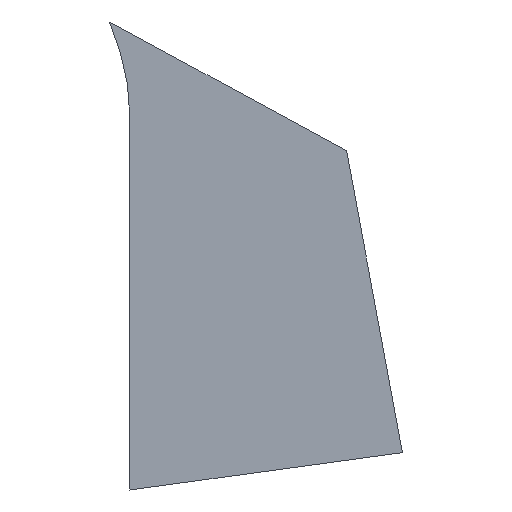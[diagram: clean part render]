
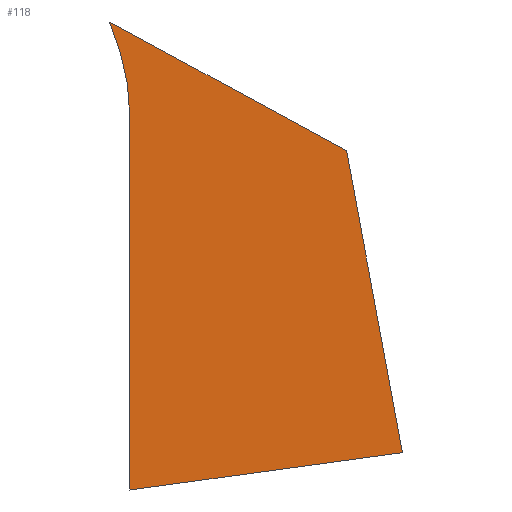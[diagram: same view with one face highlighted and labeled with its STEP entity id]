
A CAD part, left-side view. The second image highlights one B-rep face of the part: STEP entity #118.
In plain terms, the highlighted planar face has unit normal (-1, 0, 0).
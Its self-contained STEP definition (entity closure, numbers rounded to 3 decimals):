
#1=DIRECTION('',(0.,-0.879,-0.477));
#2=VECTOR('',#1,80.219);
#3=CARTESIAN_POINT('',(-1.5,-83.983,-72.));
#4=LINE('',#3,#2);
#5=DIRECTION('',(0.,-0.182,-0.983));
#6=VECTOR('',#5,91.336);
#7=CARTESIAN_POINT('',(-1.5,-154.48,-110.278));
#8=LINE('',#7,#6);
#9=DIRECTION('',(0.,0.991,-0.136));
#10=VECTOR('',#9,81.845);
#11=CARTESIAN_POINT('',(-1.5,-171.085,-200.091));
#12=LINE('',#11,#10);
#13=DIRECTION('',(0.,0.,1.));
#14=VECTOR('',#13,111.219);
#15=CARTESIAN_POINT('',(-1.5,-90.,-211.219));
#16=LINE('',#15,#14);
#17=CARTESIAN_POINT('',(-1.5,-90.,-100.));
#18=CARTESIAN_POINT('',(-1.5,-90.,-98.987));
#19=CARTESIAN_POINT('',(-1.5,-89.951,-96.966));
#20=CARTESIAN_POINT('',(-1.5,-89.732,-93.955));
#21=CARTESIAN_POINT('',(-1.5,-89.373,-90.968));
#22=CARTESIAN_POINT('',(-1.5,-88.88,-88.006));
#23=CARTESIAN_POINT('',(-1.5,-88.263,-85.074));
#24=CARTESIAN_POINT('',(-1.5,-87.528,-82.176));
#25=CARTESIAN_POINT('',(-1.5,-86.684,-79.315));
#26=CARTESIAN_POINT('',(-1.5,-85.651,-76.236));
#27=CARTESIAN_POINT('',(-1.5,-84.728,-73.807));
#28=CARTESIAN_POINT('',(-1.5,-84.117,-72.321));
#29=CARTESIAN_POINT('',(-1.5,-83.983,-72.));
#81=CARTESIAN_POINT('',(-1.5,-83.983,-72.));
#82=CARTESIAN_POINT('',(-1.5,-154.48,-110.278));
#83=VERTEX_POINT('',#81);
#84=VERTEX_POINT('',#82);
#85=CARTESIAN_POINT('',(-1.5,-171.085,-200.091));
#86=VERTEX_POINT('',#85);
#87=CARTESIAN_POINT('',(-1.5,-90.,-211.219));
#88=VERTEX_POINT('',#87);
#89=CARTESIAN_POINT('',(-1.5,-90.,-100.));
#90=VERTEX_POINT('',#89);
#101=CARTESIAN_POINT('',(-1.5,0.,0.));
#102=DIRECTION('',(1.,0.,0.));
#103=DIRECTION('',(0.,0.,-1.));
#104=AXIS2_PLACEMENT_3D('',#101,#102,#103);
#105=PLANE('',#104);
#107=ORIENTED_EDGE('',*,*,#106,.T.);
#109=ORIENTED_EDGE('',*,*,#108,.T.);
#111=ORIENTED_EDGE('',*,*,#110,.T.);
#113=ORIENTED_EDGE('',*,*,#112,.T.);
#115=ORIENTED_EDGE('',*,*,#114,.T.);
#116=EDGE_LOOP('',(#107,#109,#111,#113,#115));
#117=FACE_OUTER_BOUND('',#116,.F.);
#118=ADVANCED_FACE('',(#117),#105,.F.);
#30=B_SPLINE_CURVE_WITH_KNOTS('',3,(#17,#18,#19,#20,#21,#22,#23,#24,#25,#26,#27,
#28,#29),.UNSPECIFIED.,.F.,.F.,(4,1,1,1,1,1,1,1,1,1,4),(0.,0.104,
0.208,0.312,0.416,0.519,
0.623,0.727,0.831,0.963,1.),
.UNSPECIFIED.);
#106=EDGE_CURVE('',#83,#84,#4,.T.);
#108=EDGE_CURVE('',#84,#86,#8,.T.);
#110=EDGE_CURVE('',#86,#88,#12,.T.);
#112=EDGE_CURVE('',#88,#90,#16,.T.);
#114=EDGE_CURVE('',#90,#83,#30,.T.);
